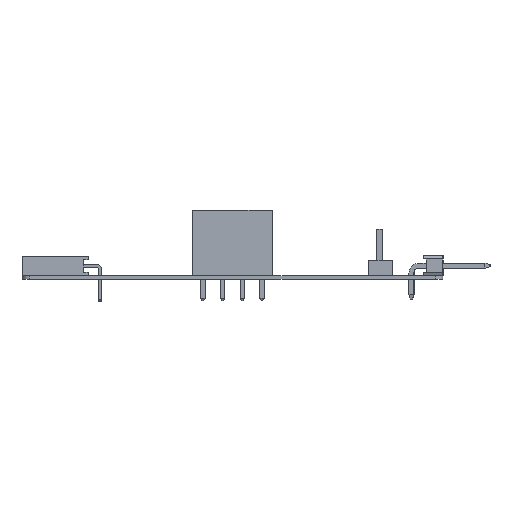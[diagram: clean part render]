
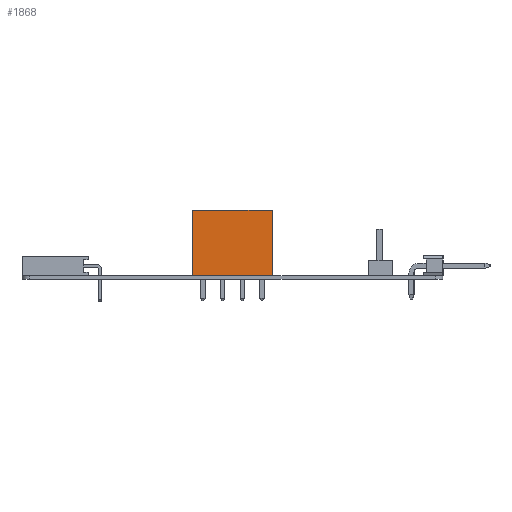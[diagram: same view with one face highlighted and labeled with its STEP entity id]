
A CAD part, front view. The second image highlights one B-rep face of the part: STEP entity #1868.
In plain terms, the highlighted planar face has unit normal (0, -1, 0).
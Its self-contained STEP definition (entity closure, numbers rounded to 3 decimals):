
#1576 = EDGE_CURVE('',#1577,#1579,#1581,.T.);
#1577 = VERTEX_POINT('',#1578);
#1578 = CARTESIAN_POINT('',(8.89,-1.27,8.4));
#1579 = VERTEX_POINT('',#1580);
#1580 = CARTESIAN_POINT('',(8.89,-1.27,0.));
#1581 = LINE('',#1582,#1583);
#1582 = CARTESIAN_POINT('',(8.89,-1.27,0.));
#1583 = VECTOR('',#1584,1.);
#1584 = DIRECTION('',(0.,0.,-1.));
#1673 = EDGE_CURVE('',#1674,#1577,#1676,.T.);
#1674 = VERTEX_POINT('',#1675);
#1675 = CARTESIAN_POINT('',(-1.27,-1.27,8.4));
#1676 = LINE('',#1677,#1678);
#1677 = CARTESIAN_POINT('',(0.,-1.27,8.4));
#1678 = VECTOR('',#1679,1.);
#1679 = DIRECTION('',(1.,0.,0.));
#1826 = VERTEX_POINT('',#1827);
#1827 = CARTESIAN_POINT('',(-1.27,-1.27,0.));
#1833 = EDGE_CURVE('',#1826,#1674,#1834,.T.);
#1834 = LINE('',#1835,#1836);
#1835 = CARTESIAN_POINT('',(-1.27,-1.27,0.));
#1836 = VECTOR('',#1837,1.);
#1837 = DIRECTION('',(0.,0.,1.));
#1868 = ADVANCED_FACE('',(#1869),#1880,.T.);
#1869 = FACE_BOUND('',#1870,.T.);
#1870 = EDGE_LOOP('',(#1871,#1872,#1873,#1879));
#1871 = ORIENTED_EDGE('',*,*,#1673,.F.);
#1872 = ORIENTED_EDGE('',*,*,#1833,.F.);
#1873 = ORIENTED_EDGE('',*,*,#1874,.T.);
#1874 = EDGE_CURVE('',#1826,#1579,#1875,.T.);
#1875 = LINE('',#1876,#1877);
#1876 = CARTESIAN_POINT('',(-1.27,-1.27,0.));
#1877 = VECTOR('',#1878,1.);
#1878 = DIRECTION('',(1.,0.,0.));
#1879 = ORIENTED_EDGE('',*,*,#1576,.F.);
#1880 = PLANE('',#1881);
#1881 = AXIS2_PLACEMENT_3D('',#1882,#1883,#1884);
#1882 = CARTESIAN_POINT('',(-1.27,-1.27,0.));
#1883 = DIRECTION('',(0.,-1.,0.));
#1884 = DIRECTION('',(0.,0.,-1.));
